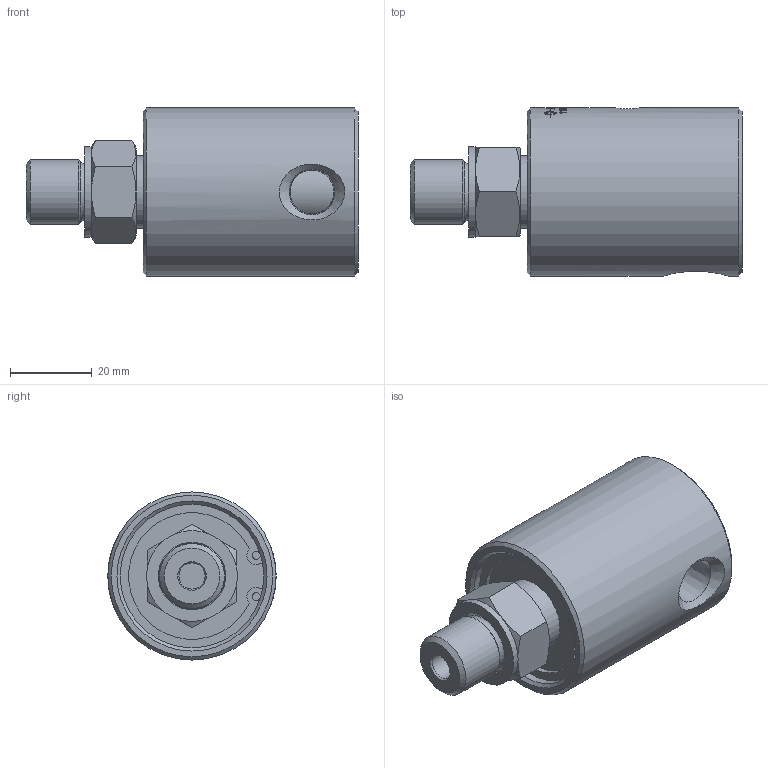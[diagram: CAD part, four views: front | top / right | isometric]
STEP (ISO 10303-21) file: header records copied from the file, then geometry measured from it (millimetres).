
FILE_DESCRIPTION(/* description */ (''),/* implementation_level */ '2;1');
FILE_NAME(/* name */ '1102-099-029-IC.stp',/* time_stamp */ '2020-05-14T08:37:53-05:00',/* author */ ('moorera'),/* organization */ (''),/* preprocessor_version */ 'ST-DEVELOPER v18.1',/* originating_system */ 'Autodesk Inventor 2020',/* authorisation */ '');
FILE_SCHEMA (('AUTOMOTIVE_DESIGN { 1 0 10303 214 3 1 1 }'));
Products named in the file (1): 1102-099-029-IC
Bounding box: 81.11 x 41.07 x 41.07 mm (x, y, z)
Volume: 72348.2 mm3; surface area: 13718 mm2
Topology: 1 solids, 2 shells, 355 faces, 930 edges, 626 vertices
Faces by surface type: bspline 188, plane 96, cylinder 55, cone 14, sphere 1, torus 1
Full cylindrical faces by diameter (mm): 1.981 x2, 3.302 x2, 4.7 x1, 5.75 x1, 6 x1, 6.4 x1, 10.719 x1, 15.839 x1, 16.5 x1, 17.85 x1, 22.2 x1, 35.05 x1, 41.07 x1
Entity records: 57536 total; most frequent: CARTESIAN_POINT 49554, ORIENTED_EDGE 1856, DIRECTION 1187, EDGE_CURVE 928, VERTEX_POINT 626, AXIS2_PLACEMENT_3D 425, EDGE_LOOP 404, FACE_OUTER_BOUND 355
